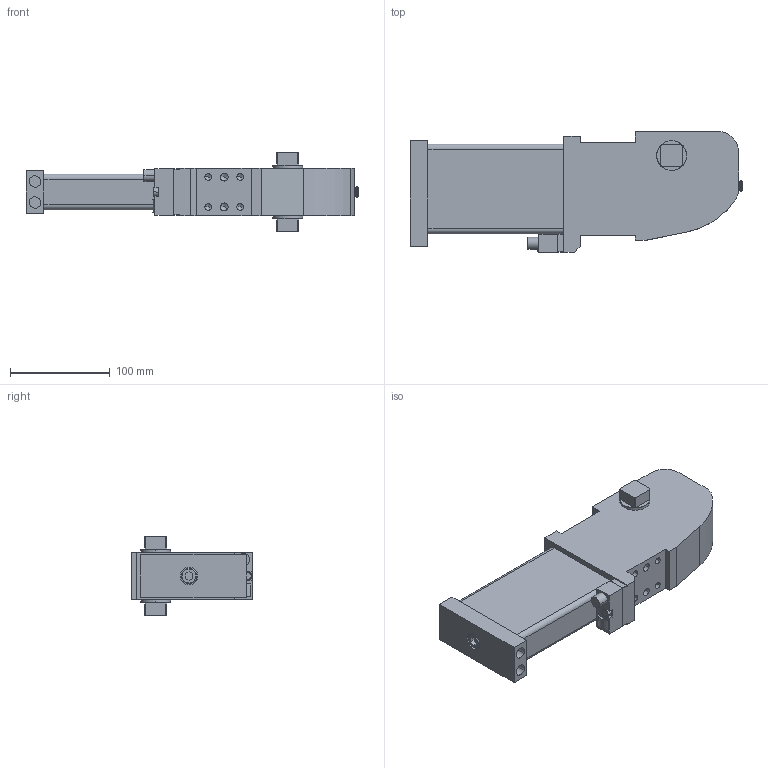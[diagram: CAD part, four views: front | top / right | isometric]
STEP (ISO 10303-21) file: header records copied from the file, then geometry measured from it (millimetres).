
FILE_DESCRIPTION(('CATIA V5 STEP Exchange'),'2;1');
FILE_NAME('U_63_BR5_A00_T24_2_TUENKERS.stp','2018-02-23T11:00:32+00:00',('none'),('none'),'CATIA Version 5 Release 19 SP 9 (IN-10)','CATIA V5 STEP AP214','none');
FILE_SCHEMA(('AUTOMOTIVE_DESIGN { 1 0 10303 214 1 1 1 1 }'));
Length unit declared in the file: millimetre
Products named in the file (1): U_63_BR5_A00_T24_2_TUENKERS
Bounding box: 332.5 x 121 x 79 mm (x, y, z)
Volume: 1362061.8 mm3; surface area: 114413.9 mm2
Topology: 1 solids, 1 shells, 196 faces, 480 edges, 288 vertices
Faces by surface type: plane 81, cylinder 67, cone 43, torus 5
Entity records: 6941 total; most frequent: CARTESIAN_POINT 1265, ORIENTED_EDGE 912, DIRECTION 760, EDGE_CURVE 456, AXIS2_PLACEMENT_3D 331, VERTEX_POINT 288, VECTOR 258, LINE 258
